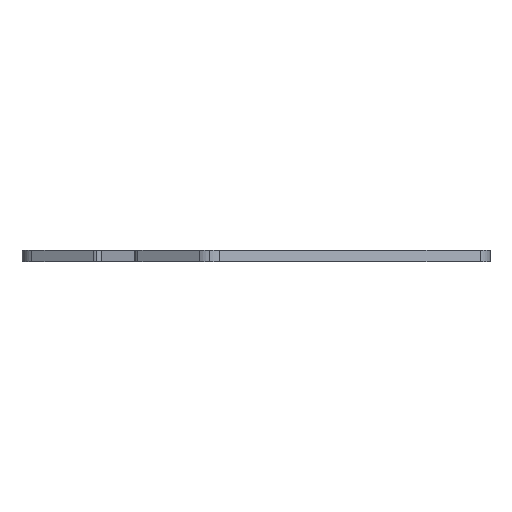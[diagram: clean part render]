
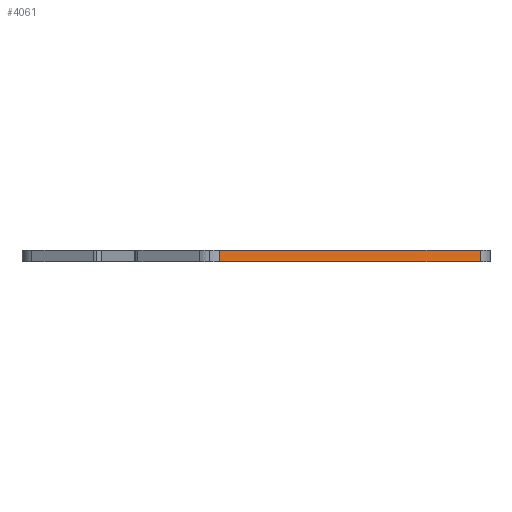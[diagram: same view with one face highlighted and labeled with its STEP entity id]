
A CAD part, left-side view. The second image highlights one B-rep face of the part: STEP entity #4061.
In plain terms, the highlighted planar face has unit normal (-0.866, -0.5, 0).
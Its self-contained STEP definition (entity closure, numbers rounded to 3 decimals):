
#38 = DIRECTION ( 'NONE',  ( 0.5, -0.866, 0. ) ) ;
#112 = CARTESIAN_POINT ( 'NONE',  ( -96.121, -55.496, 0. ) ) ;
#210 = EDGE_CURVE ( 'NONE', #526, #3968, #1226, .T. ) ;
#228 = EDGE_LOOP ( 'NONE', ( #1280, #2522, #3209, #3084 ) ) ;
#297 = VERTEX_POINT ( 'NONE', #3880 ) ;
#383 = CARTESIAN_POINT ( 'NONE',  ( -134.356, 10.729, 6. ) ) ;
#492 = EDGE_CURVE ( 'NONE', #526, #297, #2652, .T. ) ;
#507 = DIRECTION ( 'NONE',  ( -0.5, 0.866, 0. ) ) ;
#526 = VERTEX_POINT ( 'NONE', #2625 ) ;
#898 = VECTOR ( 'NONE', #507, 1000. ) ;
#1226 = LINE ( 'NONE', #112, #898 ) ;
#1280 = ORIENTED_EDGE ( 'NONE', *, *, #3359, .T. ) ;
#1440 = DIRECTION ( 'NONE',  ( -0.5, 0.866, 0. ) ) ;
#1711 = PLANE ( 'NONE',  #4535 ) ;
#1927 = LINE ( 'NONE', #383, #2780 ) ;
#2180 = EDGE_CURVE ( 'NONE', #4508, #3968, #1927, .T. ) ;
#2382 = CARTESIAN_POINT ( 'NONE',  ( -57.887, -121.72, 6. ) ) ;
#2397 = VECTOR ( 'NONE', #4577, 1000. ) ;
#2522 = ORIENTED_EDGE ( 'NONE', *, *, #2180, .T. ) ;
#2625 = CARTESIAN_POINT ( 'NONE',  ( -57.887, -121.72, 0. ) ) ;
#2652 = LINE ( 'NONE', #2382, #2397 ) ;
#2666 = DIRECTION ( 'NONE',  ( 0., 0., -1. ) ) ;
#2780 = VECTOR ( 'NONE', #2666, 1000. ) ;
#2948 = CARTESIAN_POINT ( 'NONE',  ( -134.356, 10.729, 6. ) ) ;
#3084 = ORIENTED_EDGE ( 'NONE', *, *, #492, .T. ) ;
#3195 = CARTESIAN_POINT ( 'NONE',  ( -96.121, -55.496, 6. ) ) ;
#3209 = ORIENTED_EDGE ( 'NONE', *, *, #210, .F. ) ;
#3359 = EDGE_CURVE ( 'NONE', #297, #4508, #4772, .T. ) ;
#3738 = DIRECTION ( 'NONE',  ( -0.866, -0.5, 0. ) ) ;
#3880 = CARTESIAN_POINT ( 'NONE',  ( -57.887, -121.72, 6. ) ) ;
#3968 = VERTEX_POINT ( 'NONE', #3991 ) ;
#3988 = VECTOR ( 'NONE', #1440, 1000. ) ;
#3991 = CARTESIAN_POINT ( 'NONE',  ( -134.356, 10.729, 0. ) ) ;
#4014 = CARTESIAN_POINT ( 'NONE',  ( -96.121, -55.496, 6. ) ) ;
#4044 = FACE_OUTER_BOUND ( 'NONE', #228, .T. ) ;
#4061 = ADVANCED_FACE ( 'NONE', ( #4044 ), #1711, .T. ) ;
#4508 = VERTEX_POINT ( 'NONE', #2948 ) ;
#4535 = AXIS2_PLACEMENT_3D ( 'NONE', #3195, #3738, #38 ) ;
#4577 = DIRECTION ( 'NONE',  ( 0., 0., 1. ) ) ;
#4772 = LINE ( 'NONE', #4014, #3988 ) ;
